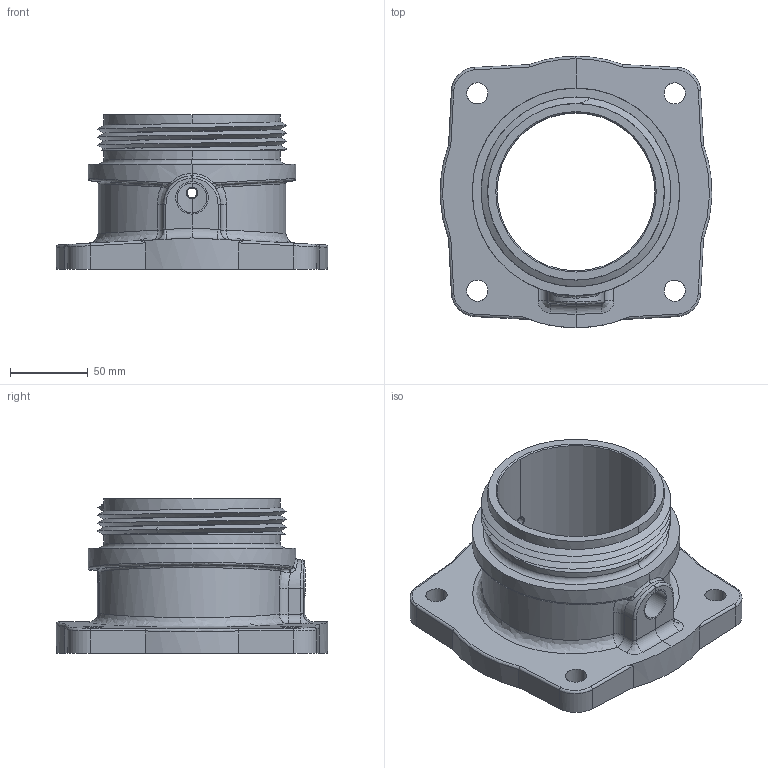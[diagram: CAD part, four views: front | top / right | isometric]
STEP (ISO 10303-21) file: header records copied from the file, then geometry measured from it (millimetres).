
FILE_DESCRIPTION((''),'2;1');
FILE_NAME('D41297_PRT','2007-01-08T',('work1'),(''),'PRO/ENGINEER BY PARAMETRIC TECHNOLOGY CORPORATION, 2005110','PRO/ENGINEER BY PARAMETRIC TECHNOLOGY CORPORATION, 2005110','');
FILE_SCHEMA(('CONFIG_CONTROL_DESIGN'));
Length unit declared in the file: inch
Products named in the file (1): D41297_PRT
Bounding box: 174.55 x 174.62 x 99.44 mm (x, y, z)
Volume: 609516.5 mm3; surface area: 124941.8 mm2
Topology: 2 solids, 4 shells, 135 faces, 344 edges, 210 vertices
Faces by surface type: cylinder 63, bspline 40, plane 26, cone 2, torus 2, sphere 2
Entity records: 7551 total; most frequent: CARTESIAN_POINT 4648, ORIENTED_EDGE 680, DIRECTION 455, EDGE_CURVE 344, VERTEX_POINT 210, AXIS2_PLACEMENT_3D 170, B_SPLINE_CURVE_WITH_KNOTS 155, EDGE_LOOP 146
